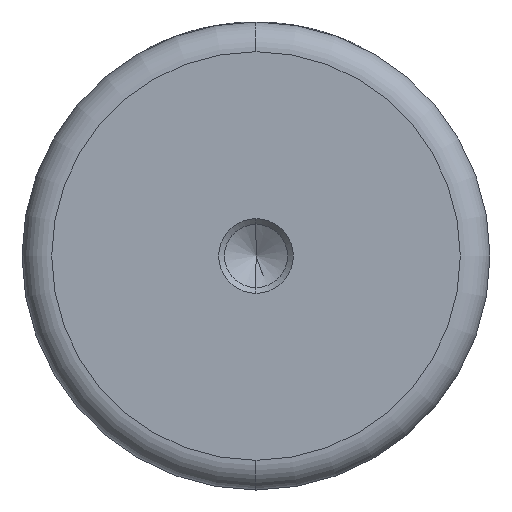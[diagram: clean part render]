
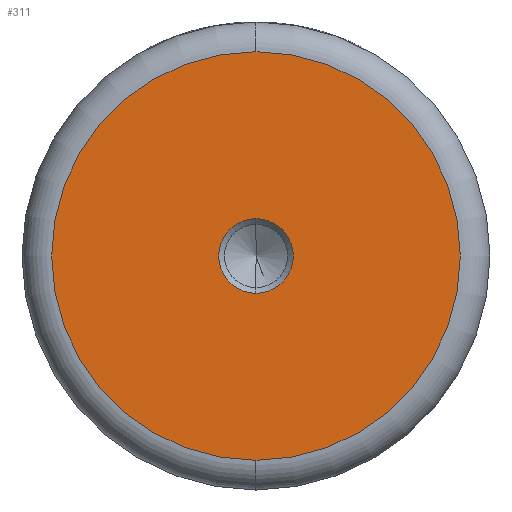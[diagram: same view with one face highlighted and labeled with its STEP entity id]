
A CAD part, left-side view. The second image highlights one B-rep face of the part: STEP entity #311.
In plain terms, the highlighted planar face has unit normal (-1, 0, 0).
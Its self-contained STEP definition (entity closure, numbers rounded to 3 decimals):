
#7 = AXIS2_PLACEMENT_3D ( 'NONE', #187, #1015, #321 ) ;
#22 = DIRECTION ( 'NONE',  ( -1., 0., 0. ) ) ;
#31 = VERTEX_POINT ( 'NONE', #991 ) ;
#77 = CIRCLE ( 'NONE', #905, 5.025 ) ;
#86 = AXIS2_PLACEMENT_3D ( 'NONE', #1122, #184, #1356 ) ;
#178 = CARTESIAN_POINT ( 'NONE',  ( 0., 0., -5.025 ) ) ;
#184 = DIRECTION ( 'NONE',  ( -1., 0., 0. ) ) ;
#187 = CARTESIAN_POINT ( 'NONE',  ( 0., 0., 0. ) ) ;
#189 = EDGE_LOOP ( 'NONE', ( #192, #970 ) ) ;
#192 = ORIENTED_EDGE ( 'NONE', *, *, #937, .F. ) ;
#232 = ORIENTED_EDGE ( 'NONE', *, *, #588, .T. ) ;
#237 = CIRCLE ( 'NONE', #7, 5.025 ) ;
#272 = DIRECTION ( 'NONE',  ( -1., 0., 0. ) ) ;
#273 = VERTEX_POINT ( 'NONE', #178 ) ;
#277 = DIRECTION ( 'NONE',  ( -1., 0., 0. ) ) ;
#302 = ORIENTED_EDGE ( 'NONE', *, *, #1254, .T. ) ;
#311 = ADVANCED_FACE ( 'NONE', ( #1221, #1477 ), #564, .T. ) ;
#314 = EDGE_CURVE ( 'NONE', #273, #339, #237, .T. ) ;
#321 = DIRECTION ( 'NONE',  ( 0., 0., 1. ) ) ;
#329 = AXIS2_PLACEMENT_3D ( 'NONE', #760, #22, #862 ) ;
#339 = VERTEX_POINT ( 'NONE', #1126 ) ;
#479 = CIRCLE ( 'NONE', #329, 27.5 ) ;
#564 = PLANE ( 'NONE',  #86 ) ;
#588 = EDGE_CURVE ( 'NONE', #1509, #31, #888, .T. ) ;
#678 = CARTESIAN_POINT ( 'NONE',  ( 0., 0., 27.5 ) ) ;
#760 = CARTESIAN_POINT ( 'NONE',  ( 0., 0., 0. ) ) ;
#862 = DIRECTION ( 'NONE',  ( 0., 0., 1. ) ) ;
#888 = CIRCLE ( 'NONE', #895, 27.5 ) ;
#895 = AXIS2_PLACEMENT_3D ( 'NONE', #972, #272, #1085 ) ;
#905 = AXIS2_PLACEMENT_3D ( 'NONE', #975, #277, #1087 ) ;
#937 = EDGE_CURVE ( 'NONE', #339, #273, #77, .T. ) ;
#970 = ORIENTED_EDGE ( 'NONE', *, *, #314, .F. ) ;
#972 = CARTESIAN_POINT ( 'NONE',  ( 0., 0., 0. ) ) ;
#975 = CARTESIAN_POINT ( 'NONE',  ( 0., 0., 0. ) ) ;
#991 = CARTESIAN_POINT ( 'NONE',  ( 0., 0., -27.5 ) ) ;
#1015 = DIRECTION ( 'NONE',  ( -1., 0., 0. ) ) ;
#1085 = DIRECTION ( 'NONE',  ( 0., 0., 1. ) ) ;
#1087 = DIRECTION ( 'NONE',  ( 0., 0., 1. ) ) ;
#1122 = CARTESIAN_POINT ( 'NONE',  ( 0., 0., 0. ) ) ;
#1126 = CARTESIAN_POINT ( 'NONE',  ( 0., 0., 5.025 ) ) ;
#1221 = FACE_BOUND ( 'NONE', #189, .T. ) ;
#1242 = EDGE_LOOP ( 'NONE', ( #232, #302 ) ) ;
#1254 = EDGE_CURVE ( 'NONE', #31, #1509, #479, .T. ) ;
#1356 = DIRECTION ( 'NONE',  ( 0., 0., 1. ) ) ;
#1477 = FACE_OUTER_BOUND ( 'NONE', #1242, .T. ) ;
#1509 = VERTEX_POINT ( 'NONE', #678 ) ;
